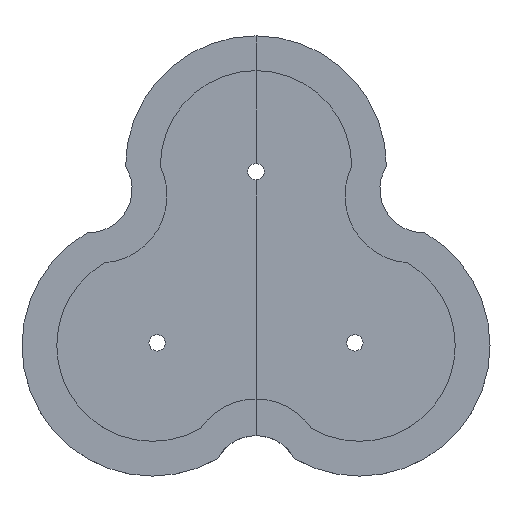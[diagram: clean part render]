
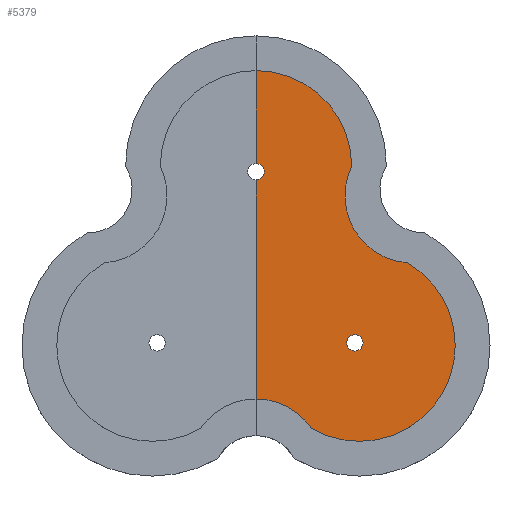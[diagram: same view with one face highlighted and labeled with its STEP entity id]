
A CAD part, top view. The second image highlights one B-rep face of the part: STEP entity #5379.
In plain terms, the highlighted planar face has unit normal (0, 0, 1).
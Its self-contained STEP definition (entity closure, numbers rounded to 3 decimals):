
#5379 = ADVANCED_FACE('',(#5380,#5537),#5395,.T.);
#5380 = FACE_BOUND('',#5381,.T.);
#5381 = EDGE_LOOP('',(#5382,#5406,#5423,#5440,#5457,#5473,#5490,#5507,
    #5523));
#5382 = ORIENTED_EDGE('',*,*,#5383,.F.);
#5383 = EDGE_CURVE('',#5384,#5386,#5388,.T.);
#5384 = VERTEX_POINT('',#5385);
#5385 = CARTESIAN_POINT('',(5.126,-13.121,0.));
#5386 = VERTEX_POINT('',#5387);
#5387 = CARTESIAN_POINT('',(0.,-10.408,0.));
#5388 = SURFACE_CURVE('',#5389,(#5394),.PCURVE_S1.);
#5389 = CIRCLE('',#5390,6.2);
#5390 = AXIS2_PLACEMENT_3D('',#5391,#5392,#5393);
#5391 = CARTESIAN_POINT('',(0.,-16.608,0.));
#5392 = DIRECTION('',(0.,0.,1.));
#5393 = DIRECTION('',(1.,0.,0.));
#5394 = PCURVE('',#5395,#5400);
#5395 = PLANE('',#5396);
#5396 = AXIS2_PLACEMENT_3D('',#5397,#5398,#5399);
#5397 = CARTESIAN_POINT('',(6.551,1.754,0.));
#5398 = DIRECTION('',(0.,0.,1.));
#5399 = DIRECTION('',(1.,0.,0.));
#5400 = DEFINITIONAL_REPRESENTATION('',(#5401),#5405);
#5401 = CIRCLE('',#5402,6.2);
#5402 = AXIS2_PLACEMENT_2D('',#5403,#5404);
#5403 = CARTESIAN_POINT('',(-6.551,-18.363));
#5404 = DIRECTION('',(1.,0.));
#5405 = ( GEOMETRIC_REPRESENTATION_CONTEXT(2) 
PARAMETRIC_REPRESENTATION_CONTEXT() REPRESENTATION_CONTEXT('2D SPACE',''
  ) );
#5406 = ORIENTED_EDGE('',*,*,#5407,.T.);
#5407 = EDGE_CURVE('',#5384,#5408,#5410,.T.);
#5408 = VERTEX_POINT('',#5409);
#5409 = CARTESIAN_POINT('',(13.926,2.121,0.));
#5410 = SURFACE_CURVE('',#5411,(#5416),.PCURVE_S1.);
#5411 = CIRCLE('',#5412,8.8);
#5412 = AXIS2_PLACEMENT_3D('',#5413,#5414,#5415);
#5413 = CARTESIAN_POINT('',(9.526,-5.5,0.));
#5414 = DIRECTION('',(0.,0.,1.));
#5415 = DIRECTION('',(1.,0.,0.));
#5416 = PCURVE('',#5395,#5417);
#5417 = DEFINITIONAL_REPRESENTATION('',(#5418),#5422);
#5418 = CIRCLE('',#5419,8.8);
#5419 = AXIS2_PLACEMENT_2D('',#5420,#5421);
#5420 = CARTESIAN_POINT('',(2.975,-7.254));
#5421 = DIRECTION('',(1.,0.));
#5422 = ( GEOMETRIC_REPRESENTATION_CONTEXT(2) 
PARAMETRIC_REPRESENTATION_CONTEXT() REPRESENTATION_CONTEXT('2D SPACE',''
  ) );
#5423 = ORIENTED_EDGE('',*,*,#5424,.F.);
#5424 = EDGE_CURVE('',#5425,#5408,#5427,.T.);
#5425 = VERTEX_POINT('',#5426);
#5426 = CARTESIAN_POINT('',(8.8,11.,0.));
#5427 = SURFACE_CURVE('',#5428,(#5433),.PCURVE_S1.);
#5428 = CIRCLE('',#5429,6.2);
#5429 = AXIS2_PLACEMENT_3D('',#5430,#5431,#5432);
#5430 = CARTESIAN_POINT('',(14.383,8.304,0.));
#5431 = DIRECTION('',(0.,0.,1.));
#5432 = DIRECTION('',(1.,0.,0.));
#5433 = PCURVE('',#5395,#5434);
#5434 = DEFINITIONAL_REPRESENTATION('',(#5435),#5439);
#5435 = CIRCLE('',#5436,6.2);
#5436 = AXIS2_PLACEMENT_2D('',#5437,#5438);
#5437 = CARTESIAN_POINT('',(7.832,6.55));
#5438 = DIRECTION('',(1.,0.));
#5439 = ( GEOMETRIC_REPRESENTATION_CONTEXT(2) 
PARAMETRIC_REPRESENTATION_CONTEXT() REPRESENTATION_CONTEXT('2D SPACE',''
  ) );
#5440 = ORIENTED_EDGE('',*,*,#5441,.T.);
#5441 = EDGE_CURVE('',#5425,#5442,#5444,.T.);
#5442 = VERTEX_POINT('',#5443);
#5443 = CARTESIAN_POINT('',(0.,19.8,0.));
#5444 = SURFACE_CURVE('',#5445,(#5450),.PCURVE_S1.);
#5445 = CIRCLE('',#5446,8.8);
#5446 = AXIS2_PLACEMENT_3D('',#5447,#5448,#5449);
#5447 = CARTESIAN_POINT('',(0.,11.,0.));
#5448 = DIRECTION('',(0.,0.,1.));
#5449 = DIRECTION('',(1.,0.,0.));
#5450 = PCURVE('',#5395,#5451);
#5451 = DEFINITIONAL_REPRESENTATION('',(#5452),#5456);
#5452 = CIRCLE('',#5453,8.8);
#5453 = AXIS2_PLACEMENT_2D('',#5454,#5455);
#5454 = CARTESIAN_POINT('',(-6.551,9.246));
#5455 = DIRECTION('',(1.,0.));
#5456 = ( GEOMETRIC_REPRESENTATION_CONTEXT(2) 
PARAMETRIC_REPRESENTATION_CONTEXT() REPRESENTATION_CONTEXT('2D SPACE',''
  ) );
#5457 = ORIENTED_EDGE('',*,*,#5458,.T.);
#5458 = EDGE_CURVE('',#5442,#5459,#5461,.T.);
#5459 = VERTEX_POINT('',#5460);
#5460 = CARTESIAN_POINT('',(0.,11.25,0.));
#5461 = SURFACE_CURVE('',#5462,(#5466),.PCURVE_S1.);
#5462 = LINE('',#5463,#5464);
#5463 = CARTESIAN_POINT('',(0.,19.8,0.));
#5464 = VECTOR('',#5465,1.);
#5465 = DIRECTION('',(0.,-1.,0.));
#5466 = PCURVE('',#5395,#5467);
#5467 = DEFINITIONAL_REPRESENTATION('',(#5468),#5472);
#5468 = LINE('',#5469,#5470);
#5469 = CARTESIAN_POINT('',(-6.551,18.046));
#5470 = VECTOR('',#5471,1.);
#5471 = DIRECTION('',(0.,-1.));
#5472 = ( GEOMETRIC_REPRESENTATION_CONTEXT(2) 
PARAMETRIC_REPRESENTATION_CONTEXT() REPRESENTATION_CONTEXT('2D SPACE',''
  ) );
#5473 = ORIENTED_EDGE('',*,*,#5474,.F.);
#5474 = EDGE_CURVE('',#5475,#5459,#5477,.T.);
#5475 = VERTEX_POINT('',#5476);
#5476 = CARTESIAN_POINT('',(0.75,10.5,0.));
#5477 = SURFACE_CURVE('',#5478,(#5483),.PCURVE_S1.);
#5478 = CIRCLE('',#5479,0.75);
#5479 = AXIS2_PLACEMENT_3D('',#5480,#5481,#5482);
#5480 = CARTESIAN_POINT('',(0.,10.5,0.));
#5481 = DIRECTION('',(0.,0.,1.));
#5482 = DIRECTION('',(1.,0.,0.));
#5483 = PCURVE('',#5395,#5484);
#5484 = DEFINITIONAL_REPRESENTATION('',(#5485),#5489);
#5485 = CIRCLE('',#5486,0.75);
#5486 = AXIS2_PLACEMENT_2D('',#5487,#5488);
#5487 = CARTESIAN_POINT('',(-6.551,8.746));
#5488 = DIRECTION('',(1.,0.));
#5489 = ( GEOMETRIC_REPRESENTATION_CONTEXT(2) 
PARAMETRIC_REPRESENTATION_CONTEXT() REPRESENTATION_CONTEXT('2D SPACE',''
  ) );
#5490 = ORIENTED_EDGE('',*,*,#5491,.F.);
#5491 = EDGE_CURVE('',#5492,#5475,#5494,.T.);
#5492 = VERTEX_POINT('',#5493);
#5493 = CARTESIAN_POINT('',(0.,9.75,0.));
#5494 = SURFACE_CURVE('',#5495,(#5500),.PCURVE_S1.);
#5495 = CIRCLE('',#5496,0.75);
#5496 = AXIS2_PLACEMENT_3D('',#5497,#5498,#5499);
#5497 = CARTESIAN_POINT('',(0.,10.5,0.));
#5498 = DIRECTION('',(0.,0.,1.));
#5499 = DIRECTION('',(1.,0.,0.));
#5500 = PCURVE('',#5395,#5501);
#5501 = DEFINITIONAL_REPRESENTATION('',(#5502),#5506);
#5502 = CIRCLE('',#5503,0.75);
#5503 = AXIS2_PLACEMENT_2D('',#5504,#5505);
#5504 = CARTESIAN_POINT('',(-6.551,8.746));
#5505 = DIRECTION('',(1.,0.));
#5506 = ( GEOMETRIC_REPRESENTATION_CONTEXT(2) 
PARAMETRIC_REPRESENTATION_CONTEXT() REPRESENTATION_CONTEXT('2D SPACE',''
  ) );
#5507 = ORIENTED_EDGE('',*,*,#5508,.T.);
#5508 = EDGE_CURVE('',#5492,#5509,#5511,.T.);
#5509 = VERTEX_POINT('',#5510);
#5510 = CARTESIAN_POINT('',(0.,0.,0.));
#5511 = SURFACE_CURVE('',#5512,(#5516),.PCURVE_S1.);
#5512 = LINE('',#5513,#5514);
#5513 = CARTESIAN_POINT('',(0.,19.8,0.));
#5514 = VECTOR('',#5515,1.);
#5515 = DIRECTION('',(0.,-1.,0.));
#5516 = PCURVE('',#5395,#5517);
#5517 = DEFINITIONAL_REPRESENTATION('',(#5518),#5522);
#5518 = LINE('',#5519,#5520);
#5519 = CARTESIAN_POINT('',(-6.551,18.046));
#5520 = VECTOR('',#5521,1.);
#5521 = DIRECTION('',(0.,-1.));
#5522 = ( GEOMETRIC_REPRESENTATION_CONTEXT(2) 
PARAMETRIC_REPRESENTATION_CONTEXT() REPRESENTATION_CONTEXT('2D SPACE',''
  ) );
#5523 = ORIENTED_EDGE('',*,*,#5524,.T.);
#5524 = EDGE_CURVE('',#5509,#5386,#5525,.T.);
#5525 = SURFACE_CURVE('',#5526,(#5530),.PCURVE_S1.);
#5526 = LINE('',#5527,#5528);
#5527 = CARTESIAN_POINT('',(0.,0.,0.));
#5528 = VECTOR('',#5529,1.);
#5529 = DIRECTION('',(-0.,-1.,-0.));
#5530 = PCURVE('',#5395,#5531);
#5531 = DEFINITIONAL_REPRESENTATION('',(#5532),#5536);
#5532 = LINE('',#5533,#5534);
#5533 = CARTESIAN_POINT('',(-6.551,-1.754));
#5534 = VECTOR('',#5535,1.);
#5535 = DIRECTION('',(0.,-1.));
#5536 = ( GEOMETRIC_REPRESENTATION_CONTEXT(2) 
PARAMETRIC_REPRESENTATION_CONTEXT() REPRESENTATION_CONTEXT('2D SPACE',''
  ) );
#5537 = FACE_BOUND('',#5538,.T.);
#5538 = EDGE_LOOP('',(#5539));
#5539 = ORIENTED_EDGE('',*,*,#5540,.T.);
#5540 = EDGE_CURVE('',#5541,#5541,#5543,.T.);
#5541 = VERTEX_POINT('',#5542);
#5542 = CARTESIAN_POINT('',(9.468,-4.6,0.));
#5543 = SURFACE_CURVE('',#5544,(#5549),.PCURVE_S1.);
#5544 = CIRCLE('',#5545,0.75);
#5545 = AXIS2_PLACEMENT_3D('',#5546,#5547,#5548);
#5546 = CARTESIAN_POINT('',(9.093,-5.25,0.));
#5547 = DIRECTION('',(0.,0.,-1.));
#5548 = DIRECTION('',(0.5,0.866,0.));
#5549 = PCURVE('',#5395,#5550);
#5550 = DEFINITIONAL_REPRESENTATION('',(#5551),#5559);
#5551 = ( BOUNDED_CURVE() B_SPLINE_CURVE(2,(#5552,#5553,#5554,#5555,
#5556,#5557,#5558),.UNSPECIFIED.,.T.,.F.) B_SPLINE_CURVE_WITH_KNOTS((1,2
    ,2,2,2,1),(-2.094,0.,2.094,4.189,
6.283,8.378),.UNSPECIFIED.) CURVE() 
GEOMETRIC_REPRESENTATION_ITEM() RATIONAL_B_SPLINE_CURVE((1.,0.5,1.,0.5,
1.,0.5,1.)) REPRESENTATION_ITEM('') );
#5552 = CARTESIAN_POINT('',(2.917,-6.355));
#5553 = CARTESIAN_POINT('',(4.042,-7.004));
#5554 = CARTESIAN_POINT('',(2.917,-7.654));
#5555 = CARTESIAN_POINT('',(1.792,-8.303));
#5556 = CARTESIAN_POINT('',(1.792,-7.004));
#5557 = CARTESIAN_POINT('',(1.792,-5.705));
#5558 = CARTESIAN_POINT('',(2.917,-6.355));
#5559 = ( GEOMETRIC_REPRESENTATION_CONTEXT(2) 
PARAMETRIC_REPRESENTATION_CONTEXT() REPRESENTATION_CONTEXT('2D SPACE',''
  ) );
